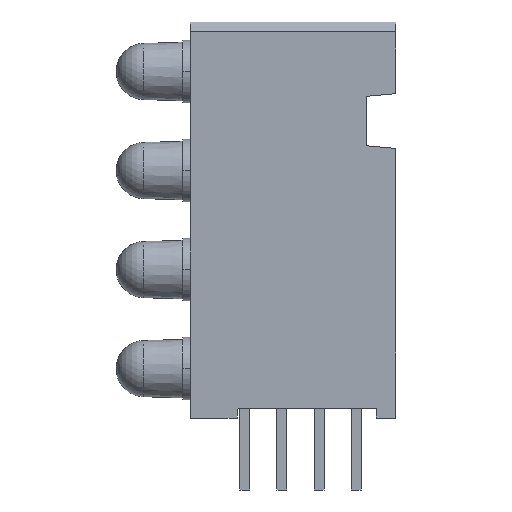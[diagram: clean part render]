
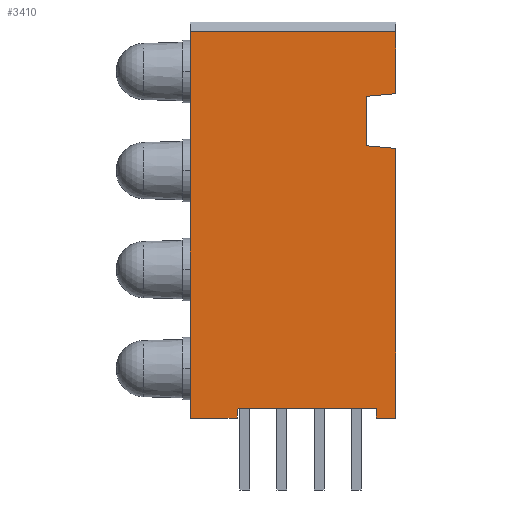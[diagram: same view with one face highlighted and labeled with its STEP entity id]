
A CAD part, front view. The second image highlights one B-rep face of the part: STEP entity #3410.
In plain terms, the highlighted planar face has unit normal (0, -1, 0).
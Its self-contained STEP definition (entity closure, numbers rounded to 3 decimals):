
#3281=CARTESIAN_POINT('',(4.889,-2.159,19.82));
#3282=VERTEX_POINT('',#3281);
#3299=CARTESIAN_POINT('',(-5.651,-2.159,19.82));
#3300=VERTEX_POINT('',#3299);
#3307=CARTESIAN_POINT('',(-5.651,-2.159,19.82));
#3308=DIRECTION('',(1.0,0.0,0.0));
#3309=VECTOR('',#3308,10.541);
#3310=LINE('',#3307,#3309);
#3311=EDGE_CURVE('',#3300,#3282,#3310,.T.);
#3316=CARTESIAN_POINT('',(-0.238,-2.159,10.284));
#3317=DIRECTION('',(0.0,1.0,0.0));
#3318=DIRECTION('',(0.0,0.0,1.0));
#3319=AXIS2_PLACEMENT_3D('',#3316,#3317,#3318);
#3320=PLANE('',#3319);
#3321=ORIENTED_EDGE('',*,*,#3311,.F.);
#3322=CARTESIAN_POINT('',(-5.652,-2.159,0.));
#3323=VERTEX_POINT('',#3322);
#3324=CARTESIAN_POINT('',(-5.652,-2.159,0.));
#3325=DIRECTION('',(0.0,0.0,1.0));
#3326=VECTOR('',#3325,19.82);
#3327=LINE('',#3324,#3326);
#3328=EDGE_CURVE('',#3323,#3300,#3327,.T.);
#3329=ORIENTED_EDGE('',*,*,#3328,.F.);
#3330=CARTESIAN_POINT('',(-3.249,-2.159,0.));
#3331=VERTEX_POINT('',#3330);
#3332=CARTESIAN_POINT('',(-3.249,-2.159,0.));
#3333=DIRECTION('',(-1.0,0.0,0.0));
#3334=VECTOR('',#3333,2.402);
#3335=LINE('',#3332,#3334);
#3336=EDGE_CURVE('',#3331,#3323,#3335,.T.);
#3337=ORIENTED_EDGE('',*,*,#3336,.F.);
#3338=CARTESIAN_POINT('',(-3.205,-2.159,0.508));
#3339=VERTEX_POINT('',#3338);
#3340=CARTESIAN_POINT('',(-3.205,-2.159,0.508));
#3341=DIRECTION('',(-0.087,0.0,-0.996));
#3342=VECTOR('',#3341,0.51);
#3343=LINE('',#3340,#3342);
#3344=EDGE_CURVE('',#3339,#3331,#3343,.T.);
#3345=ORIENTED_EDGE('',*,*,#3344,.F.);
#3346=CARTESIAN_POINT('',(3.873,-2.159,0.508));
#3347=VERTEX_POINT('',#3346);
#3348=CARTESIAN_POINT('',(3.873,-2.159,0.508));
#3349=DIRECTION('',(-1.0,0.0,0.0));
#3350=VECTOR('',#3349,7.078);
#3351=LINE('',#3348,#3350);
#3352=EDGE_CURVE('',#3347,#3339,#3351,.T.);
#3353=ORIENTED_EDGE('',*,*,#3352,.F.);
#3354=CARTESIAN_POINT('',(3.873,-2.159,0.));
#3355=VERTEX_POINT('',#3354);
#3356=CARTESIAN_POINT('',(3.873,-2.159,0.));
#3357=DIRECTION('',(0.0,0.0,1.0));
#3358=VECTOR('',#3357,0.508);
#3359=LINE('',#3356,#3358);
#3360=EDGE_CURVE('',#3355,#3347,#3359,.T.);
#3361=ORIENTED_EDGE('',*,*,#3360,.F.);
#3362=CARTESIAN_POINT('',(4.889,-2.159,0.));
#3363=VERTEX_POINT('',#3362);
#3364=CARTESIAN_POINT('',(4.889,-2.159,0.));
#3365=DIRECTION('',(-1.0,0.,0.));
#3366=VECTOR('',#3365,1.016);
#3367=LINE('',#3364,#3366);
#3368=EDGE_CURVE('',#3363,#3355,#3367,.T.);
#3369=ORIENTED_EDGE('',*,*,#3368,.F.);
#3370=CARTESIAN_POINT('',(4.889,-2.159,13.837));
#3371=VERTEX_POINT('',#3370);
#3372=CARTESIAN_POINT('',(4.889,-2.159,13.837));
#3373=DIRECTION('',(0.0,0.0,-1.0));
#3374=VECTOR('',#3373,13.837);
#3375=LINE('',#3372,#3374);
#3376=EDGE_CURVE('',#3371,#3363,#3375,.T.);
#3377=ORIENTED_EDGE('',*,*,#3376,.F.);
#3378=CARTESIAN_POINT('',(3.365,-2.159,13.97));
#3379=VERTEX_POINT('',#3378);
#3380=CARTESIAN_POINT('',(3.365,-2.159,13.97));
#3381=DIRECTION('',(0.996,0.,-0.087));
#3382=VECTOR('',#3381,1.53);
#3383=LINE('',#3380,#3382);
#3384=EDGE_CURVE('',#3379,#3371,#3383,.T.);
#3385=ORIENTED_EDGE('',*,*,#3384,.F.);
#3386=CARTESIAN_POINT('',(3.365,-2.159,16.51));
#3387=VERTEX_POINT('',#3386);
#3388=CARTESIAN_POINT('',(3.365,-2.159,16.51));
#3389=DIRECTION('',(0.0,0.0,-1.0));
#3390=VECTOR('',#3389,2.54);
#3391=LINE('',#3388,#3390);
#3392=EDGE_CURVE('',#3387,#3379,#3391,.T.);
#3393=ORIENTED_EDGE('',*,*,#3392,.F.);
#3394=CARTESIAN_POINT('',(4.889,-2.159,16.643));
#3395=VERTEX_POINT('',#3394);
#3396=CARTESIAN_POINT('',(4.889,-2.159,16.643));
#3397=DIRECTION('',(-0.996,0.,-0.087));
#3398=VECTOR('',#3397,1.53);
#3399=LINE('',#3396,#3398);
#3400=EDGE_CURVE('',#3395,#3387,#3399,.T.);
#3401=ORIENTED_EDGE('',*,*,#3400,.F.);
#3402=CARTESIAN_POINT('',(4.889,-2.159,19.82));
#3403=DIRECTION('',(0.0,0.0,-1.0));
#3404=VECTOR('',#3403,3.177);
#3405=LINE('',#3402,#3404);
#3406=EDGE_CURVE('',#3282,#3395,#3405,.T.);
#3407=ORIENTED_EDGE('',*,*,#3406,.F.);
#3408=EDGE_LOOP('',(#3321,#3329,#3337,#3345,#3353,#3361,#3369,#3377,#3385,#3393,#3401,#3407));
#3409=FACE_OUTER_BOUND('',#3408,.T.);
#3410=ADVANCED_FACE('',(#3409),#3320,.F.);
